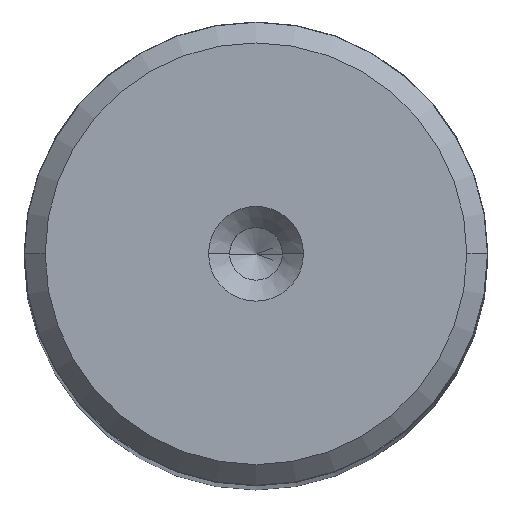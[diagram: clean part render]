
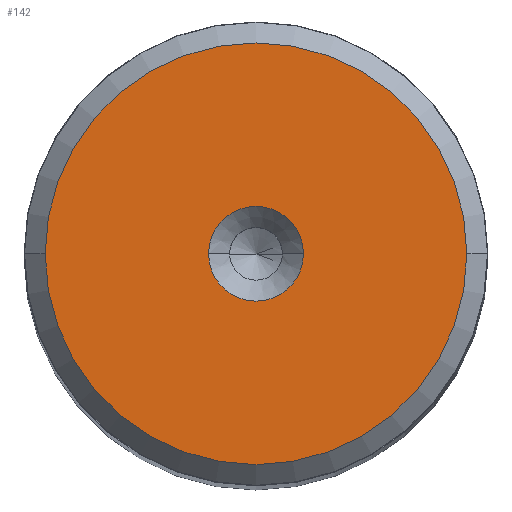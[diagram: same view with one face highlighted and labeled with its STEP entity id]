
A CAD part, top view. The second image highlights one B-rep face of the part: STEP entity #142.
In plain terms, the highlighted planar face has unit normal (0, 0, 1).
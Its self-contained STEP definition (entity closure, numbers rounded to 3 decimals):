
#37 = CARTESIAN_POINT ( 'NONE',  ( 0., 0., 120. ) ) ;
#89 = ORIENTED_EDGE ( 'NONE', *, *, #800, .T. ) ;
#93 = AXIS2_PLACEMENT_3D ( 'NONE', #1583, #982, #2006 ) ;
#142 = ADVANCED_FACE ( 'NONE', ( #514, #1760 ), #2599, .T. ) ;
#231 = AXIS2_PLACEMENT_3D ( 'NONE', #2414, #754, #2217 ) ;
#368 = CARTESIAN_POINT ( 'NONE',  ( 0., 0., 120. ) ) ;
#514 = FACE_BOUND ( 'NONE', #1294, .T. ) ;
#520 = ORIENTED_EDGE ( 'NONE', *, *, #540, .T. ) ;
#540 = EDGE_CURVE ( 'NONE', #772, #909, #732, .T. ) ;
#706 = VERTEX_POINT ( 'NONE', #1670 ) ;
#732 = CIRCLE ( 'NONE', #1043, 10.009 ) ;
#754 = DIRECTION ( 'NONE',  ( 0., 0., 1. ) ) ;
#772 = VERTEX_POINT ( 'NONE', #1632 ) ;
#800 = EDGE_CURVE ( 'NONE', #909, #772, #2015, .T. ) ;
#805 = VERTEX_POINT ( 'NONE', #2271 ) ;
#849 = DIRECTION ( 'NONE',  ( 0., 0., 1. ) ) ;
#853 = CARTESIAN_POINT ( 'NONE',  ( 0., 0., 120. ) ) ;
#909 = VERTEX_POINT ( 'NONE', #2508 ) ;
#982 = DIRECTION ( 'NONE',  ( 0., 0., 1. ) ) ;
#1043 = AXIS2_PLACEMENT_3D ( 'NONE', #37, #849, #2322 ) ;
#1145 = AXIS2_PLACEMENT_3D ( 'NONE', #853, #2487, #2454 ) ;
#1209 = DIRECTION ( 'NONE',  ( 1., 0., 0. ) ) ;
#1294 = EDGE_LOOP ( 'NONE', ( #1552, #1898 ) ) ;
#1332 = CIRCLE ( 'NONE', #231, 2.25 ) ;
#1460 = EDGE_LOOP ( 'NONE', ( #520, #89 ) ) ;
#1552 = ORIENTED_EDGE ( 'NONE', *, *, #2226, .F. ) ;
#1583 = CARTESIAN_POINT ( 'NONE',  ( 0., 0., 120. ) ) ;
#1588 = DIRECTION ( 'NONE',  ( 0., 0., 1. ) ) ;
#1632 = CARTESIAN_POINT ( 'NONE',  ( -10.009, 0., 120. ) ) ;
#1670 = CARTESIAN_POINT ( 'NONE',  ( 2.25, 0., 120. ) ) ;
#1760 = FACE_OUTER_BOUND ( 'NONE', #1460, .T. ) ;
#1898 = ORIENTED_EDGE ( 'NONE', *, *, #2366, .F. ) ;
#2006 = DIRECTION ( 'NONE',  ( 1., 0., 0. ) ) ;
#2015 = CIRCLE ( 'NONE', #1145, 10.009 ) ;
#2217 = DIRECTION ( 'NONE',  ( 1., 0., 0. ) ) ;
#2226 = EDGE_CURVE ( 'NONE', #706, #805, #2595, .T. ) ;
#2271 = CARTESIAN_POINT ( 'NONE',  ( -2.25, 0., 120. ) ) ;
#2322 = DIRECTION ( 'NONE',  ( 1., 0., 0. ) ) ;
#2366 = EDGE_CURVE ( 'NONE', #805, #706, #1332, .T. ) ;
#2414 = CARTESIAN_POINT ( 'NONE',  ( 0., 0., 120. ) ) ;
#2454 = DIRECTION ( 'NONE',  ( 1., 0., 0. ) ) ;
#2487 = DIRECTION ( 'NONE',  ( 0., 0., 1. ) ) ;
#2508 = CARTESIAN_POINT ( 'NONE',  ( 10.009, 0., 120. ) ) ;
#2594 = AXIS2_PLACEMENT_3D ( 'NONE', #368, #1588, #1209 ) ;
#2595 = CIRCLE ( 'NONE', #2594, 2.25 ) ;
#2599 = PLANE ( 'NONE',  #93 ) ;
